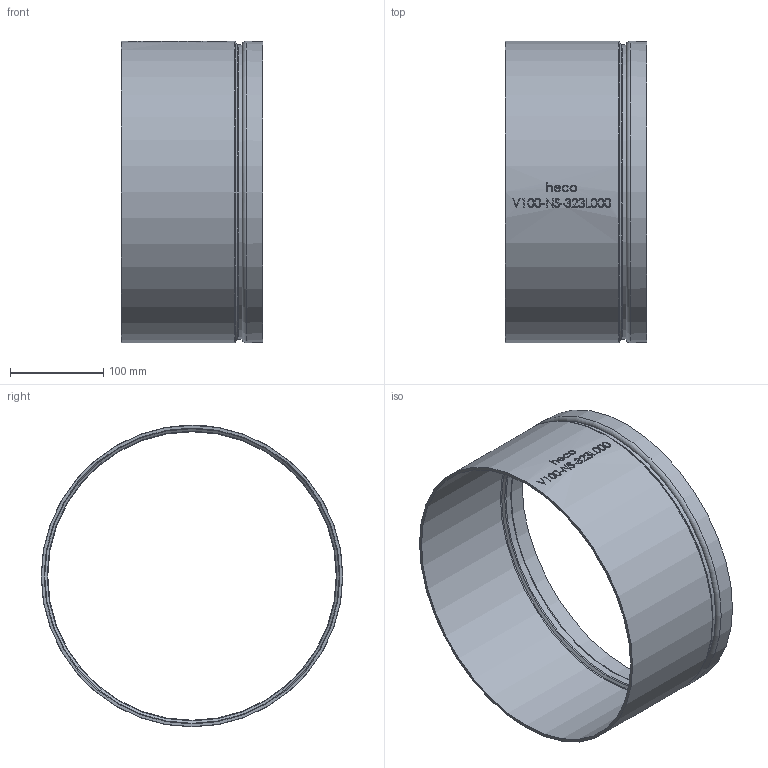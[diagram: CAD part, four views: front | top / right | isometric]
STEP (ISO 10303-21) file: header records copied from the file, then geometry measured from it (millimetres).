
FILE_DESCRIPTION (( 'STEP AP214' ), '1' );
FILE_NAME ('V100-NS-323L000-x Typ494 DN300 1200 Ø323,9 1812.STEP', '2018-12-20T08:37:19', ( '' ), ( '' ), 'SwSTEP 2.0', 'SolidWorks 2016', '' );
FILE_SCHEMA (( 'AUTOMOTIVE_DESIGN' ));
Length unit declared in the file: inch
Products named in the file (1): V100-NS-323L000-x Typ494 DN300 1200 Ø323,9 1812
Bounding box: 152.4 x 324.22 x 324.22 mm (x, y, z)
Volume: 474663 mm3; surface area: 321564.9 mm2
Topology: 1 solids, 1 shells, 238 faces, 618 edges, 410 vertices
Faces by surface type: bspline 129, plane 68, cylinder 30, torus 7, cone 4
Full cylindrical faces by diameter (mm): 309.982 x1, 315.976 x1, 317.856 x1, 323.85 x1
Entity records: 17476 total; most frequent: CARTESIAN_POINT 9822, ORIENTED_EDGE 1196, EDGE_CURVE 598, DIRECTION 593, VERTEX_POINT 405, B_SPLINE_CURVE_WITH_KNOTS 286, EDGE_LOOP 283, LINE 251
